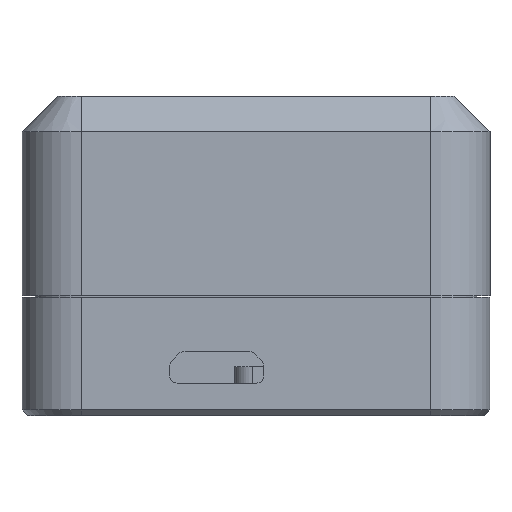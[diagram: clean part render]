
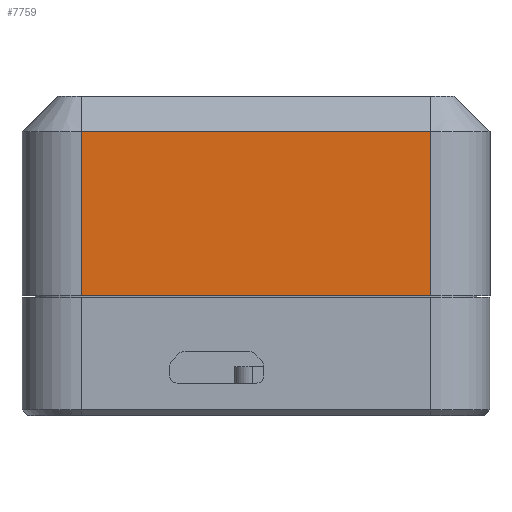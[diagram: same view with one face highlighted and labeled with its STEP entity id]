
A CAD part, front view. The second image highlights one B-rep face of the part: STEP entity #7759.
In plain terms, the highlighted planar face has unit normal (0, -1, 0).
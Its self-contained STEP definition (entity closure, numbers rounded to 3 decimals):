
#425=FACE_OUTER_BOUND('',#849,.T.);
#849=EDGE_LOOP('',(#6047,#6048,#6049,#6050));
#1339=LINE('',#11327,#2331);
#1401=LINE('',#11531,#2393);
#1630=LINE('',#11997,#2622);
#1631=LINE('',#11999,#2623);
#2331=VECTOR('',#9197,10.);
#2393=VECTOR('',#9393,10.);
#2622=VECTOR('',#9652,10.);
#2623=VECTOR('',#9655,10.);
#3303=VERTEX_POINT('',#11324);
#3304=VERTEX_POINT('',#11326);
#3377=VERTEX_POINT('',#11524);
#3379=VERTEX_POINT('',#11529);
#4167=EDGE_CURVE('',#3303,#3304,#1339,.F.);
#4270=EDGE_CURVE('',#3379,#3377,#1401,.T.);
#4504=EDGE_CURVE('',#3379,#3304,#1630,.T.);
#4505=EDGE_CURVE('',#3377,#3303,#1631,.T.);
#6047=ORIENTED_EDGE('',*,*,#4270,.F.);
#6048=ORIENTED_EDGE('',*,*,#4504,.T.);
#6049=ORIENTED_EDGE('',*,*,#4167,.F.);
#6050=ORIENTED_EDGE('',*,*,#4505,.F.);
#7372=PLANE('',#8295);
#7759=ADVANCED_FACE('',(#425),#7372,.T.);
#8295=AXIS2_PLACEMENT_3D('',#11998,#9653,#9654);
#9197=DIRECTION('',(1.,0.,0.));
#9393=DIRECTION('',(1.,0.,0.));
#9652=DIRECTION('',(0.,0.,-1.));
#9653=DIRECTION('center_axis',(0.,-1.,0.));
#9654=DIRECTION('ref_axis',(-1.,0.,0.));
#9655=DIRECTION('',(0.,0.,-1.));
#11324=CARTESIAN_POINT('',(12.444,-15.84,13.7));
#11326=CARTESIAN_POINT('',(-16.956,-15.84,13.7));
#11327=CARTESIAN_POINT('',(5.094,-15.84,13.7));
#11524=CARTESIAN_POINT('',(12.444,-15.84,27.527));
#11529=CARTESIAN_POINT('',(-16.956,-15.84,27.527));
#11531=CARTESIAN_POINT('',(5.094,-15.84,27.527));
#11997=CARTESIAN_POINT('',(-16.956,-15.84,30.527));
#11998=CARTESIAN_POINT('Origin',(12.444,-15.84,30.527));
#11999=CARTESIAN_POINT('',(12.444,-15.84,30.527));
